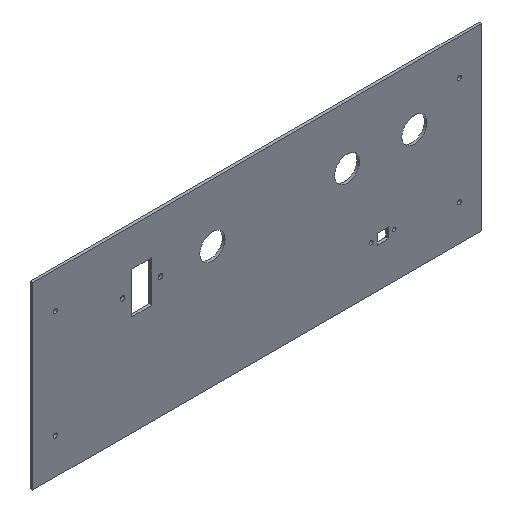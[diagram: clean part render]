
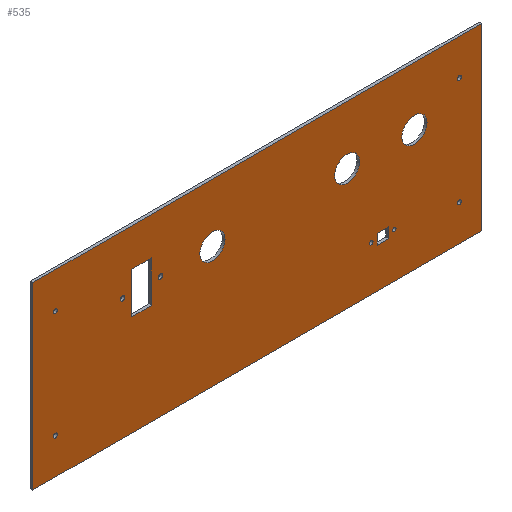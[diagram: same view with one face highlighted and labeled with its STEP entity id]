
A CAD part, isometric view. The second image highlights one B-rep face of the part: STEP entity #535.
In plain terms, the highlighted planar face has unit normal (0, -1, 0).
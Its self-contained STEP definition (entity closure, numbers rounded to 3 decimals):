
#28=FACE_BOUND('',#118,.T.);
#29=FACE_BOUND('',#119,.T.);
#30=FACE_BOUND('',#120,.T.);
#31=FACE_BOUND('',#121,.T.);
#32=FACE_BOUND('',#122,.T.);
#33=FACE_BOUND('',#123,.T.);
#34=FACE_BOUND('',#124,.T.);
#35=FACE_BOUND('',#125,.T.);
#36=FACE_BOUND('',#126,.T.);
#37=FACE_BOUND('',#127,.T.);
#38=FACE_BOUND('',#128,.T.);
#39=FACE_BOUND('',#129,.T.);
#40=FACE_BOUND('',#130,.T.);
#54=PLANE('',#596);
#79=FACE_OUTER_BOUND('',#117,.T.);
#117=EDGE_LOOP('',(#477,#478,#479,#480));
#118=EDGE_LOOP('',(#481));
#119=EDGE_LOOP('',(#482));
#120=EDGE_LOOP('',(#483,#484,#485,#486));
#121=EDGE_LOOP('',(#487));
#122=EDGE_LOOP('',(#488));
#123=EDGE_LOOP('',(#489,#490,#491,#492));
#124=EDGE_LOOP('',(#493));
#125=EDGE_LOOP('',(#494));
#126=EDGE_LOOP('',(#495));
#127=EDGE_LOOP('',(#496));
#128=EDGE_LOOP('',(#497));
#129=EDGE_LOOP('',(#498));
#130=EDGE_LOOP('',(#499));
#138=LINE('',#786,#185);
#142=LINE('',#794,#189);
#145=LINE('',#800,#192);
#148=LINE('',#805,#195);
#152=LINE('',#822,#199);
#156=LINE('',#830,#203);
#159=LINE('',#836,#206);
#162=LINE('',#841,#209);
#166=LINE('',#858,#213);
#170=LINE('',#866,#217);
#173=LINE('',#872,#220);
#176=LINE('',#877,#223);
#185=VECTOR('',#650,10.);
#189=VECTOR('',#656,10.);
#192=VECTOR('',#661,10.);
#195=VECTOR('',#666,10.);
#199=VECTOR('',#684,10.);
#203=VECTOR('',#690,10.);
#206=VECTOR('',#695,10.);
#209=VECTOR('',#700,10.);
#213=VECTOR('',#718,10.);
#217=VECTOR('',#724,10.);
#220=VECTOR('',#729,10.);
#223=VECTOR('',#734,10.);
#226=CIRCLE('',#552,14.);
#228=CIRCLE('',#555,2.5);
#230=CIRCLE('',#558,2.);
#232=CIRCLE('',#561,14.);
#234=CIRCLE('',#564,2.5);
#236=CIRCLE('',#567,2.25);
#238=CIRCLE('',#570,2.25);
#240=CIRCLE('',#577,14.);
#242=CIRCLE('',#580,2.25);
#244=CIRCLE('',#587,2.);
#246=CIRCLE('',#590,2.25);
#248=VERTEX_POINT('',#744);
#250=VERTEX_POINT('',#750);
#252=VERTEX_POINT('',#756);
#254=VERTEX_POINT('',#762);
#256=VERTEX_POINT('',#768);
#258=VERTEX_POINT('',#774);
#260=VERTEX_POINT('',#780);
#261=VERTEX_POINT('',#784);
#262=VERTEX_POINT('',#785);
#265=VERTEX_POINT('',#793);
#267=VERTEX_POINT('',#799);
#270=VERTEX_POINT('',#810);
#272=VERTEX_POINT('',#816);
#273=VERTEX_POINT('',#820);
#274=VERTEX_POINT('',#821);
#277=VERTEX_POINT('',#829);
#279=VERTEX_POINT('',#835);
#282=VERTEX_POINT('',#846);
#284=VERTEX_POINT('',#852);
#285=VERTEX_POINT('',#856);
#286=VERTEX_POINT('',#857);
#289=VERTEX_POINT('',#865);
#291=VERTEX_POINT('',#871);
#295=EDGE_CURVE('',#248,#248,#226,.T.);
#298=EDGE_CURVE('',#250,#250,#228,.T.);
#301=EDGE_CURVE('',#252,#252,#230,.T.);
#304=EDGE_CURVE('',#254,#254,#232,.T.);
#307=EDGE_CURVE('',#256,#256,#234,.T.);
#310=EDGE_CURVE('',#258,#258,#236,.T.);
#313=EDGE_CURVE('',#260,#260,#238,.T.);
#314=EDGE_CURVE('',#261,#262,#138,.T.);
#318=EDGE_CURVE('',#265,#261,#142,.T.);
#321=EDGE_CURVE('',#267,#265,#145,.T.);
#324=EDGE_CURVE('',#262,#267,#148,.T.);
#328=EDGE_CURVE('',#270,#270,#240,.T.);
#331=EDGE_CURVE('',#272,#272,#242,.T.);
#332=EDGE_CURVE('',#273,#274,#152,.T.);
#336=EDGE_CURVE('',#277,#273,#156,.T.);
#339=EDGE_CURVE('',#279,#277,#159,.T.);
#342=EDGE_CURVE('',#274,#279,#162,.T.);
#346=EDGE_CURVE('',#282,#282,#244,.T.);
#349=EDGE_CURVE('',#284,#284,#246,.T.);
#350=EDGE_CURVE('',#285,#286,#166,.T.);
#354=EDGE_CURVE('',#289,#285,#170,.T.);
#357=EDGE_CURVE('',#291,#289,#173,.T.);
#360=EDGE_CURVE('',#286,#291,#176,.T.);
#477=ORIENTED_EDGE('',*,*,#360,.F.);
#478=ORIENTED_EDGE('',*,*,#350,.F.);
#479=ORIENTED_EDGE('',*,*,#354,.F.);
#480=ORIENTED_EDGE('',*,*,#357,.F.);
#481=ORIENTED_EDGE('',*,*,#349,.F.);
#482=ORIENTED_EDGE('',*,*,#346,.F.);
#483=ORIENTED_EDGE('',*,*,#342,.F.);
#484=ORIENTED_EDGE('',*,*,#332,.F.);
#485=ORIENTED_EDGE('',*,*,#336,.F.);
#486=ORIENTED_EDGE('',*,*,#339,.F.);
#487=ORIENTED_EDGE('',*,*,#331,.F.);
#488=ORIENTED_EDGE('',*,*,#328,.F.);
#489=ORIENTED_EDGE('',*,*,#324,.F.);
#490=ORIENTED_EDGE('',*,*,#314,.F.);
#491=ORIENTED_EDGE('',*,*,#318,.F.);
#492=ORIENTED_EDGE('',*,*,#321,.F.);
#493=ORIENTED_EDGE('',*,*,#313,.F.);
#494=ORIENTED_EDGE('',*,*,#310,.F.);
#495=ORIENTED_EDGE('',*,*,#307,.F.);
#496=ORIENTED_EDGE('',*,*,#304,.F.);
#497=ORIENTED_EDGE('',*,*,#301,.F.);
#498=ORIENTED_EDGE('',*,*,#298,.F.);
#499=ORIENTED_EDGE('',*,*,#295,.F.);
#535=ADVANCED_FACE('',(#79,#28,#29,#30,#31,#32,#33,#34,#35,#36,#37,#38,
#39,#40),#54,.F.);
#552=AXIS2_PLACEMENT_3D('',#746,#604,#605);
#555=AXIS2_PLACEMENT_3D('',#752,#611,#612);
#558=AXIS2_PLACEMENT_3D('',#758,#618,#619);
#561=AXIS2_PLACEMENT_3D('',#764,#625,#626);
#564=AXIS2_PLACEMENT_3D('',#770,#632,#633);
#567=AXIS2_PLACEMENT_3D('',#776,#639,#640);
#570=AXIS2_PLACEMENT_3D('',#782,#646,#647);
#577=AXIS2_PLACEMENT_3D('',#812,#673,#674);
#580=AXIS2_PLACEMENT_3D('',#818,#680,#681);
#587=AXIS2_PLACEMENT_3D('',#848,#707,#708);
#590=AXIS2_PLACEMENT_3D('',#854,#714,#715);
#596=AXIS2_PLACEMENT_3D('',#880,#738,#739);
#604=DIRECTION('center_axis',(0.,-1.,0.));
#605=DIRECTION('ref_axis',(1.,0.,0.));
#611=DIRECTION('center_axis',(0.,-1.,0.));
#612=DIRECTION('ref_axis',(1.,0.,0.));
#618=DIRECTION('center_axis',(0.,-1.,0.));
#619=DIRECTION('ref_axis',(1.,0.,0.));
#625=DIRECTION('center_axis',(0.,-1.,0.));
#626=DIRECTION('ref_axis',(1.,0.,0.));
#632=DIRECTION('center_axis',(0.,-1.,0.));
#633=DIRECTION('ref_axis',(1.,0.,0.));
#639=DIRECTION('center_axis',(0.,-1.,0.));
#640=DIRECTION('ref_axis',(1.,0.,0.));
#646=DIRECTION('center_axis',(0.,-1.,0.));
#647=DIRECTION('ref_axis',(1.,0.,0.));
#650=DIRECTION('',(0.,0.,-1.));
#656=DIRECTION('',(-1.,0.,0.));
#661=DIRECTION('',(0.,0.,1.));
#666=DIRECTION('',(1.,0.,0.));
#673=DIRECTION('center_axis',(0.,-1.,0.));
#674=DIRECTION('ref_axis',(1.,0.,0.));
#680=DIRECTION('center_axis',(0.,-1.,0.));
#681=DIRECTION('ref_axis',(1.,0.,0.));
#684=DIRECTION('',(1.,0.,0.));
#690=DIRECTION('',(0.,0.,-1.));
#695=DIRECTION('',(-1.,0.,0.));
#700=DIRECTION('',(0.,0.,1.));
#707=DIRECTION('center_axis',(0.,-1.,0.));
#708=DIRECTION('ref_axis',(1.,0.,0.));
#714=DIRECTION('center_axis',(0.,-1.,0.));
#715=DIRECTION('ref_axis',(1.,0.,0.));
#718=DIRECTION('',(0.,0.,-1.));
#724=DIRECTION('',(1.,0.,0.));
#729=DIRECTION('',(0.,0.,1.));
#734=DIRECTION('',(-1.,0.,0.));
#738=DIRECTION('center_axis',(0.,1.,0.));
#739=DIRECTION('ref_axis',(1.,0.,0.));
#744=CARTESIAN_POINT('',(161.,0.,148.));
#746=CARTESIAN_POINT('Origin',(175.,0.,148.));
#750=CARTESIAN_POINT('',(-110.5,0.,148.));
#752=CARTESIAN_POINT('Origin',(-108.,0.,148.));
#756=CARTESIAN_POINT('',(150.5,0.,63.));
#758=CARTESIAN_POINT('Origin',(152.5,0.,63.));
#762=CARTESIAN_POINT('',(86.,0.,148.));
#764=CARTESIAN_POINT('Origin',(100.,0.,148.));
#768=CARTESIAN_POINT('',(-152.5,0.,148.));
#770=CARTESIAN_POINT('Origin',(-150.,0.,148.));
#774=CARTESIAN_POINT('',(222.75,0.,173.));
#776=CARTESIAN_POINT('Origin',(225.,0.,173.));
#780=CARTESIAN_POINT('',(222.75,0.,53.));
#782=CARTESIAN_POINT('Origin',(225.,0.,53.));
#784=CARTESIAN_POINT('',(-140.,0.,171.));
#785=CARTESIAN_POINT('',(-140.,0.,125.));
#786=CARTESIAN_POINT('',(-140.,0.,125.));
#793=CARTESIAN_POINT('',(-118.,0.,171.));
#794=CARTESIAN_POINT('',(-140.,0.,171.));
#799=CARTESIAN_POINT('',(-118.,0.,125.));
#800=CARTESIAN_POINT('',(-118.,0.,171.));
#805=CARTESIAN_POINT('',(-118.,0.,125.));
#810=CARTESIAN_POINT('',(-64.,0.,148.));
#812=CARTESIAN_POINT('Origin',(-50.,0.,148.));
#816=CARTESIAN_POINT('',(-227.25,0.,53.));
#818=CARTESIAN_POINT('Origin',(-225.,0.,53.));
#820=CARTESIAN_POINT('',(133.75,0.,57.25));
#821=CARTESIAN_POINT('',(146.25,0.,57.25));
#822=CARTESIAN_POINT('',(146.25,0.,57.25));
#829=CARTESIAN_POINT('',(133.75,0.,68.75));
#830=CARTESIAN_POINT('',(133.75,0.,57.25));
#835=CARTESIAN_POINT('',(146.25,0.,68.75));
#836=CARTESIAN_POINT('',(133.75,0.,68.75));
#841=CARTESIAN_POINT('',(146.25,0.,68.75));
#846=CARTESIAN_POINT('',(124.86,0.,63.));
#848=CARTESIAN_POINT('Origin',(126.86,0.,63.));
#852=CARTESIAN_POINT('',(-227.25,0.,173.));
#854=CARTESIAN_POINT('Origin',(-225.,0.,173.));
#856=CARTESIAN_POINT('',(250.,0.,213.));
#857=CARTESIAN_POINT('',(250.,0.,13.));
#858=CARTESIAN_POINT('',(250.,0.,213.));
#865=CARTESIAN_POINT('',(-250.,0.,213.));
#866=CARTESIAN_POINT('',(-250.,0.,213.));
#871=CARTESIAN_POINT('',(-250.,0.,13.));
#872=CARTESIAN_POINT('',(-250.,0.,13.));
#877=CARTESIAN_POINT('',(250.,0.,13.));
#880=CARTESIAN_POINT('Origin',(0.,0.,113.));
